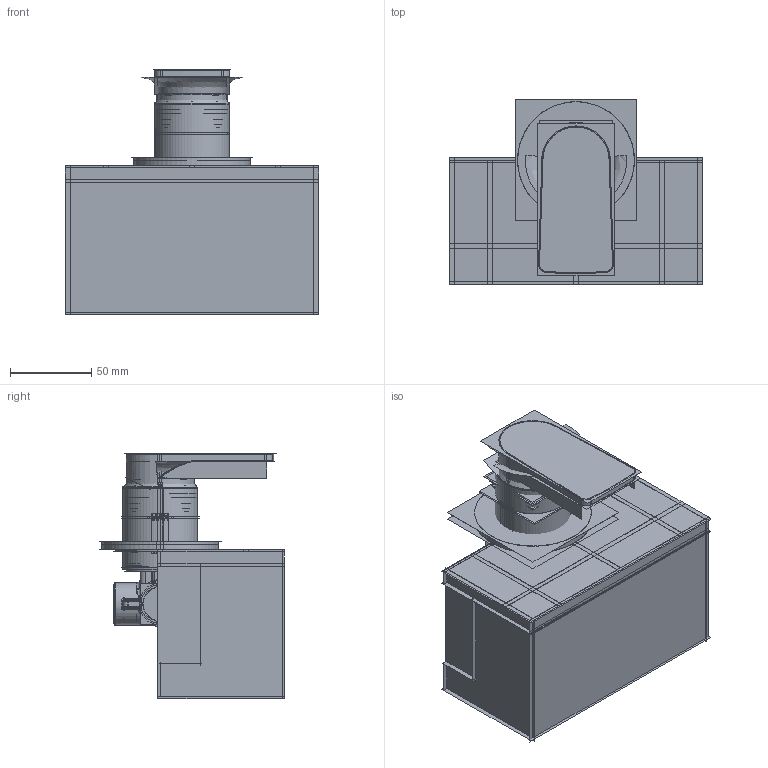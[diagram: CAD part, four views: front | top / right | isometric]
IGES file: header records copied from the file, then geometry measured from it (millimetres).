
Start section:  PTC IGES file: 800313vic0_asm.igs
Global section: file name: 800313vic0_asm.igs; native system: Creo Parametric by PTC Inc.; preprocessor: 2017020; author: EFrancioni; organization: Unknown; date: 20171025.153905; units: millimetre
Bounding box: 156 x 113.94 x 151.1 mm (x, y, z)
Volume: 898591 mm3; surface area: 1078247.9 mm2
Topology: 17 solids, 28 shells, 1854 faces, 9219 edges, 11665 vertices
Faces by surface type: revolution 1036, bspline 818
